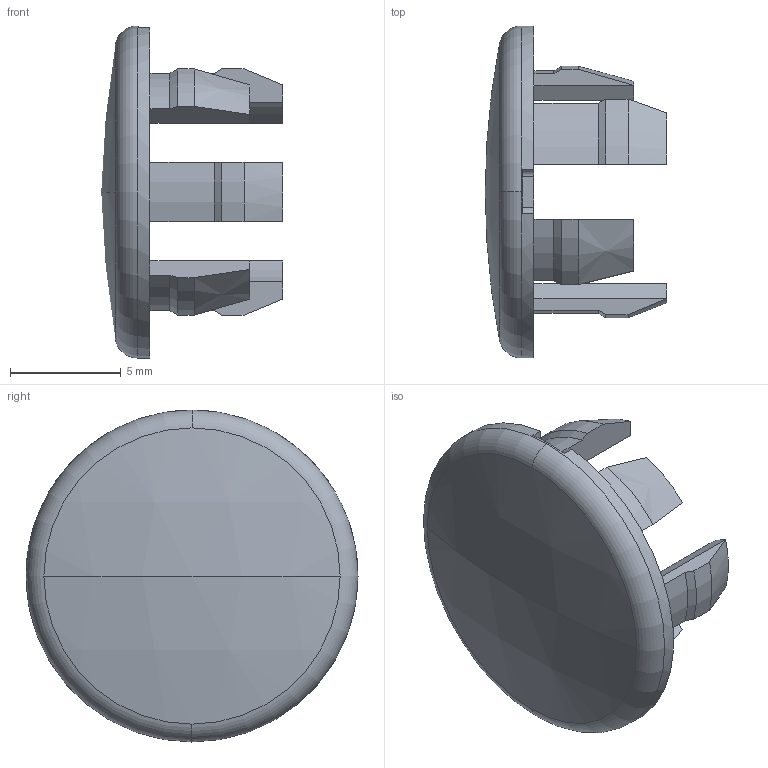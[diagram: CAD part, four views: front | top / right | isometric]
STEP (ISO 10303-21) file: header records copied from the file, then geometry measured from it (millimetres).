
FILE_DESCRIPTION (( 'STEP AP203' ), '1' );
FILE_NAME ('CP-30-HP-TR12.STEP', '2016-11-30T05:09:36', ( '' ), ( '' ), 'SwSTEP 2.0', 'SolidWorks 2014', '' );
FILE_SCHEMA (( 'CONFIG_CONTROL_DESIGN' ));
Length unit declared in the file: millimetre
Products named in the file (1): CP-30-HP-TR12
Bounding box: 8.2 x 15 x 15 mm (x, y, z)
Volume: 380 mm3; surface area: 671.7 mm2
Topology: 4 solids, 4 shells, 82 faces, 196 edges, 123 vertices
Faces by surface type: plane 37, cylinder 26, cone 12, torus 5, sphere 2
Entity records: 2492 total; most frequent: CARTESIAN_POINT 516, DIRECTION 403, ORIENTED_EDGE 392, EDGE_CURVE 196, AXIS2_PLACEMENT_3D 154, VERTEX_POINT 123, VECTOR 95, LINE 95
